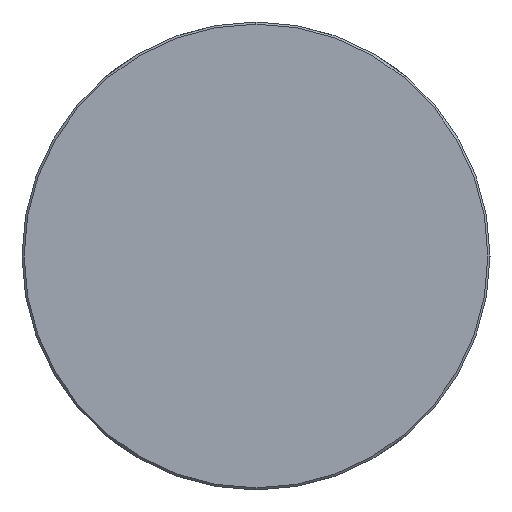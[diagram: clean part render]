
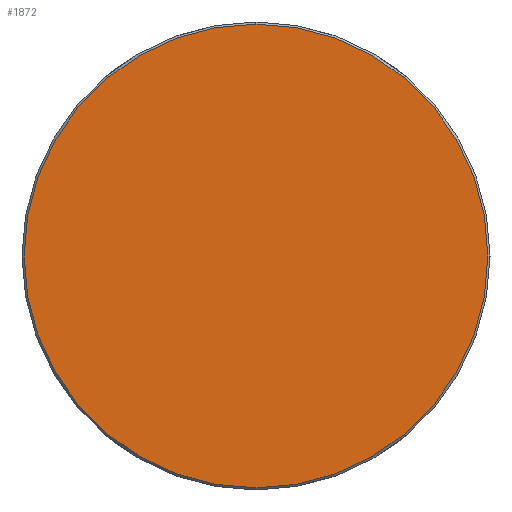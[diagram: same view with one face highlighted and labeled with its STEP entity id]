
A CAD part, left-side view. The second image highlights one B-rep face of the part: STEP entity #1872.
In plain terms, the highlighted planar face has unit normal (-1, 0, 0).
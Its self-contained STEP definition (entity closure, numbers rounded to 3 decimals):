
#141 = AXIS2_PLACEMENT_3D ( 'NONE', #1707, #556, #2495 ) ;
#186 = VERTEX_POINT ( 'NONE', #591 ) ;
#228 = AXIS2_PLACEMENT_3D ( 'NONE', #2378, #1207, #428 ) ;
#284 = CARTESIAN_POINT ( 'NONE',  ( -94.4, 0., 54.5 ) ) ;
#359 = EDGE_LOOP ( 'NONE', ( #1065, #2409 ) ) ;
#404 = FACE_OUTER_BOUND ( 'NONE', #359, .T. ) ;
#428 = DIRECTION ( 'NONE',  ( 0., 0., -1. ) ) ;
#443 = CARTESIAN_POINT ( 'NONE',  ( -94.4, 0., 0. ) ) ;
#455 = DIRECTION ( 'NONE',  ( -1., 0., 0. ) ) ;
#556 = DIRECTION ( 'NONE',  ( -1., 0., 0. ) ) ;
#591 = CARTESIAN_POINT ( 'NONE',  ( -94.4, 0., -54.5 ) ) ;
#784 = VERTEX_POINT ( 'NONE', #284 ) ;
#926 = AXIS2_PLACEMENT_3D ( 'NONE', #443, #455, #1826 ) ;
#1065 = ORIENTED_EDGE ( 'NONE', *, *, #1711, .T. ) ;
#1207 = DIRECTION ( 'NONE',  ( -1., 0., 0. ) ) ;
#1293 = CIRCLE ( 'NONE', #228, 54.5 ) ;
#1707 = CARTESIAN_POINT ( 'NONE',  ( -94.4, 55.154, -55.154 ) ) ;
#1711 = EDGE_CURVE ( 'NONE', #186, #784, #1293, .T. ) ;
#1763 = EDGE_CURVE ( 'NONE', #784, #186, #2337, .T. ) ;
#1826 = DIRECTION ( 'NONE',  ( 0., 0., -1. ) ) ;
#1872 = ADVANCED_FACE ( 'NONE', ( #404 ), #2504, .T. ) ;
#2337 = CIRCLE ( 'NONE', #926, 54.5 ) ;
#2378 = CARTESIAN_POINT ( 'NONE',  ( -94.4, 0., 0. ) ) ;
#2409 = ORIENTED_EDGE ( 'NONE', *, *, #1763, .T. ) ;
#2495 = DIRECTION ( 'NONE',  ( 0., -1., 0. ) ) ;
#2504 = PLANE ( 'NONE',  #141 ) ;
